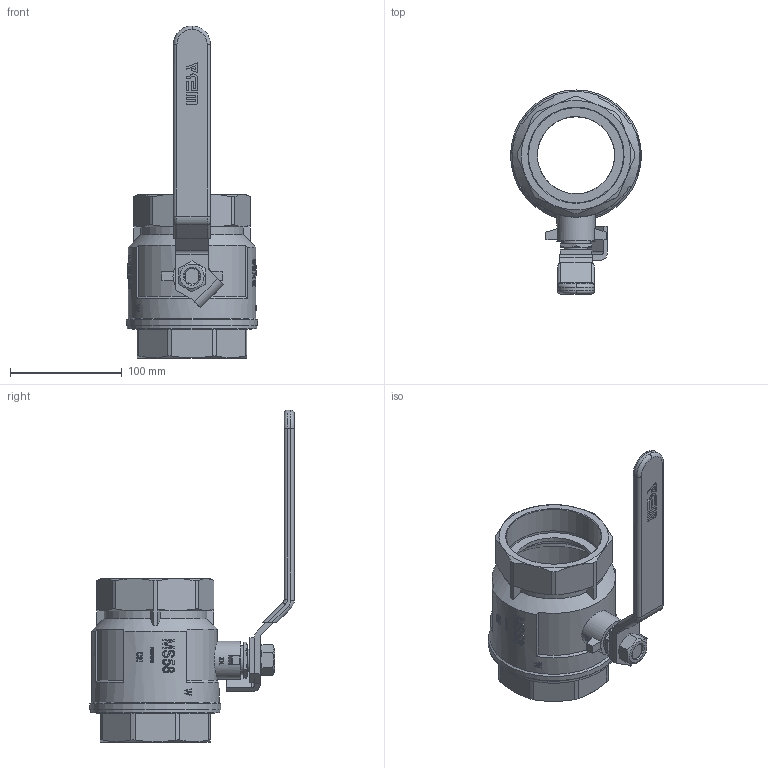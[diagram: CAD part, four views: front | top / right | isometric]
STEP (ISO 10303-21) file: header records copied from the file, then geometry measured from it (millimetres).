
FILE_DESCRIPTION(/* description */ ('Unknown','CAx-IF Rec.Pracs.---Representation and Presentation of Product Manufacturing Information (PMI)---4.0---2014-10-13','CAx-IF Rec.Pracs.---3D Tessellated Geometry---0.4---2014-09-14','2;1'),/* implementation_level */ '2;1');
FILE_NAME(/* name */ '600-11',/* time_stamp */ '2023-09-12T10:28:35+02:00',/* author */ ('Unknown'),/* organization */ ('Unknown'),/* preprocessor_version */ 'ST-DEVELOPER v18.102',/* originating_system */ 'Solid Edge',/* authorisation */ 'Unknown');
FILE_SCHEMA (('AP242_MANAGED_MODEL_BASED_3D_ENGINEERING_MIM_LF { 1 0 10303 442 1 1 4 }'));
Length unit declared in the file: millimetre
Products named in the file (12): 600-3; 600-3-Kvrper-co_oa_0; 600-3-Kvrper; 600-3-Einschraubteil; 91000600_Stahlgriff 2 1_2-3; 600-3-Kunsstoffbezug; 600-3-Stahlgriff1; 600-3-Spindel-co_oa_1; 600-3-Stopfbuchse.1; 600-3-O-Ring; 600-3-Spindel; WUERTH 032216 hexagonal nut DIN 934  M16 A2 BLK_EDST
Assembly tree (11 placements, depth 3):
  600-3
    600-3-Kvrper-co_oa_0
      600-3-Kvrper
      600-3-Einschraubteil
    91000600_Stahlgriff 2 1_2-3
      600-3-Kunsstoffbezug
      600-3-Stahlgriff1
    600-3-Spindel-co_oa_1
      600-3-Stopfbuchse.1
      600-3-O-Ring
      600-3-Spindel
    WUERTH 032216 hexagonal nut DIN 934  M16 A2 BLK_EDST
Bounding box: 117 x 182.5 x 296.5 mm (x, y, z)
Volume: 408296.3 mm3; surface area: 188508.2 mm2
Topology: 8 solids, 8 shells, 1349 faces, 3775 edges, 2505 vertices
Faces by surface type: plane 1175, cylinder 127, cone 35, bspline 8, torus 2, sphere 2
Full cylindrical faces by diameter (mm): 13.835 x1, 17.6 x1, 20 x3, 20.5 x1, 24 x1, 25.1 x1, 26 x1, 26.5 x1, 28 x1, 34 x1, 69 x2, 84 x2, 84.912 x1, 84.926 x2, 106 x1, 108 x1, 108.5 x1, 114 x1, 115.5 x1, 117 x1
Entity records: 49033 total; most frequent: CARTESIAN_POINT 12332, DIRECTION 8388, ORIENTED_EDGE 7418, EDGE_CURVE 3709, AXIS2_PLACEMENT_3D 3418, VERTEX_POINT 2490, ELLIPSE 1694, LINE 1552
